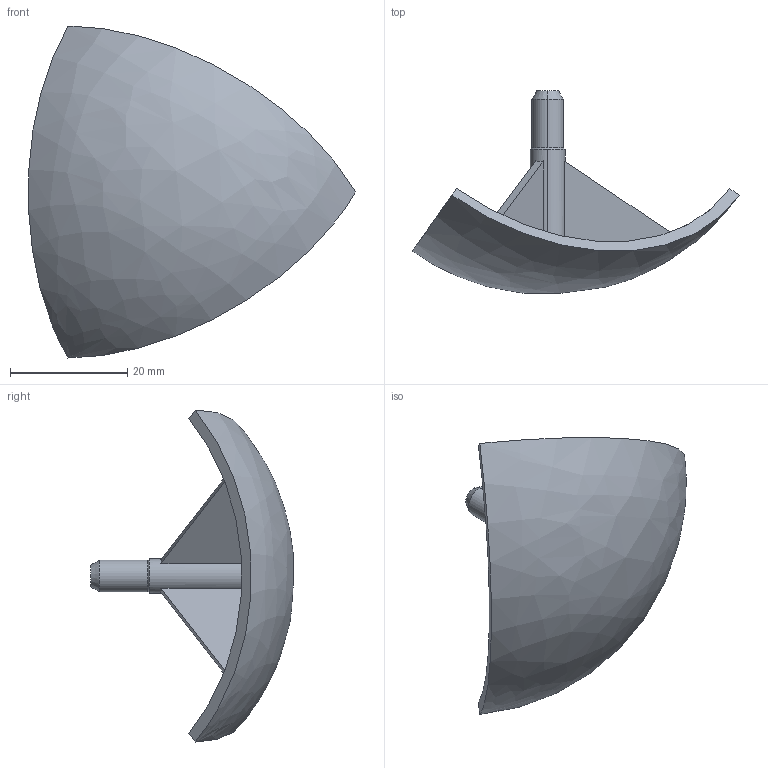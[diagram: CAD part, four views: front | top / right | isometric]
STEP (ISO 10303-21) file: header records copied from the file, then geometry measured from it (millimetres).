
FILE_DESCRIPTION (( 'STEP AP203' ), '1' );
FILE_NAME ('412548718_c_1.STEP', '2022-12-05T04:35:11', ( '' ), ( '' ), 'SwSTEP 2.0', 'SolidWorks 2014', '' );
FILE_SCHEMA (( 'CONFIG_CONTROL_DESIGN' ));
Length unit declared in the file: millimetre
Products named in the file (1): 412548718_c_1
Bounding box: 55.68 x 34.53 x 56.57 mm (x, y, z)
Volume: 6631.6 mm3; surface area: 6990.1 mm2
Topology: 1 solids, 1 shells, 23 faces, 56 edges, 34 vertices
Faces by surface type: plane 13, cylinder 4, cone 4, bspline 2
Entity records: 916 total; most frequent: CARTESIAN_POINT 336, ORIENTED_EDGE 108, DIRECTION 99, EDGE_CURVE 54, AXIS2_PLACEMENT_3D 38, VERTEX_POINT 34, EDGE_LOOP 24, ADVANCED_FACE 23
